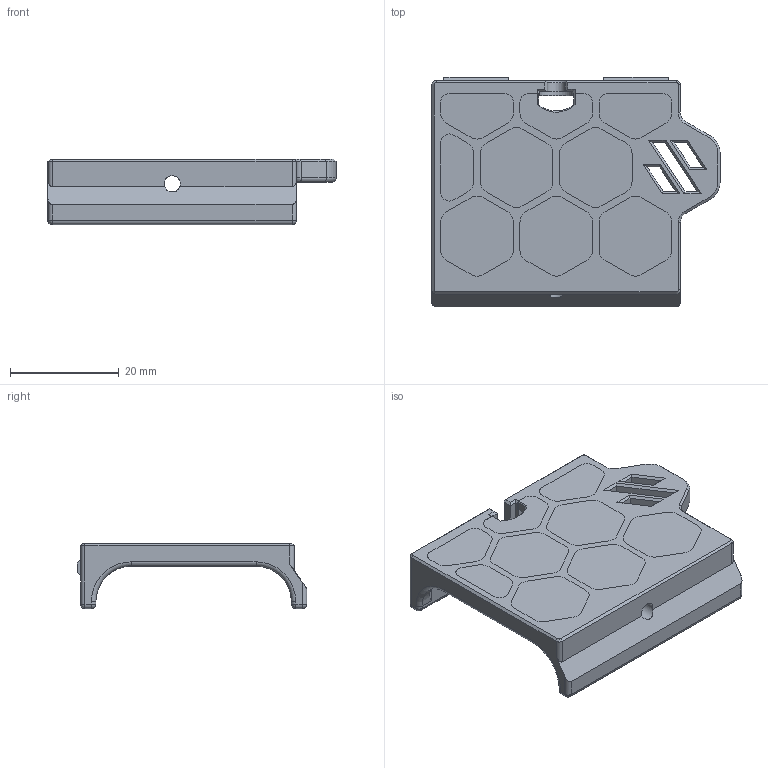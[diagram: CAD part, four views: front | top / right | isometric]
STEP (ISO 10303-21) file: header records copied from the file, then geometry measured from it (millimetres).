
FILE_DESCRIPTION(/* description */ (''),/* implementation_level */ '2;1');
FILE_NAME(/* name */ 'Front_Left_Skirt.step',/* time_stamp */ '2023-07-19T17:31:48-07:00',/* author */ (''),/* organization */ (''),/* preprocessor_version */ 'ST-DEVELOPER v19.2',/* originating_system */ 'Autodesk Translation Framework v12.6.0.85',/* authorisation */ '');
FILE_SCHEMA (('AUTOMOTIVE_DESIGN { 1 0 10303 214 3 1 1 }'));
Length unit declared in the file: millimetre
Products named in the file (2): Front Left Skirt; Inserts (2)
Assembly tree (1 placements, depth 2):
  Front Left Skirt
    Inserts (2)
Bounding box: 52.89 x 42.1 x 12 mm (x, y, z)
Volume: 7593.3 mm3; surface area: 8447.9 mm2
Topology: 10 solids, 10 shells, 472 faces, 1207 edges, 746 vertices
Faces by surface type: plane 249, cylinder 145, cone 59, sphere 8, torus 7, bspline 4
Full cylindrical faces by diameter (mm): 3 x1
Entity records: 14524 total; most frequent: CARTESIAN_POINT 2846, DIRECTION 2465, ORIENTED_EDGE 2414, EDGE_CURVE 1207, AXIS2_PLACEMENT_3D 831, LINE 803, VECTOR 803, VERTEX_POINT 746
